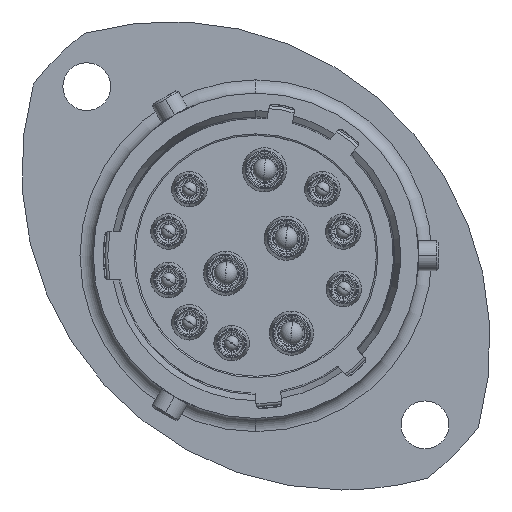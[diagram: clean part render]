
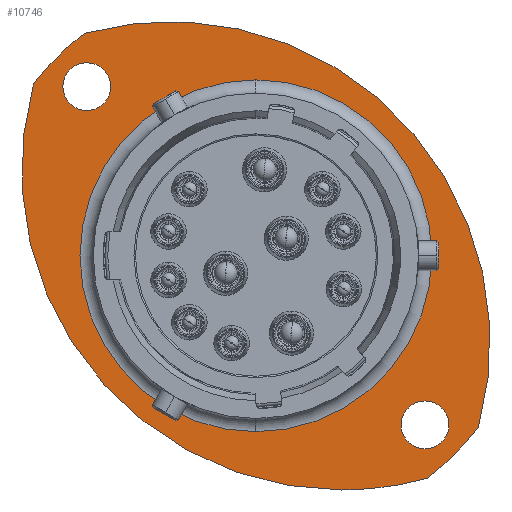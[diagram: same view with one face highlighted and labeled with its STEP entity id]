
A CAD part, left-side view. The second image highlights one B-rep face of the part: STEP entity #10746.
In plain terms, the highlighted planar face has unit normal (-1, 0, 0).
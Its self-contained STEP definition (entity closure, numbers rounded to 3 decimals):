
#179 = CIRCLE ( 'NONE', #188, 11.955 ) ;
#188 = AXIS2_PLACEMENT_3D ( 'NONE', #13620, #13621, #13622 ) ;
#270 = CIRCLE ( 'NONE', #273, 19.1 ) ;
#273 = AXIS2_PLACEMENT_3D ( 'NONE', #13864, #13865, #13866 ) ;
#417 = AXIS2_PLACEMENT_3D ( 'NONE', #14527, #14528, #14529 ) ;
#418 = CIRCLE ( 'NONE', #417, 21.75 ) ;
#430 = CIRCLE ( 'NONE', #433, 21.75 ) ;
#433 = AXIS2_PLACEMENT_3D ( 'NONE', #14571, #14572, #14573 ) ;
#438 = AXIS2_PLACEMENT_3D ( 'NONE', #14590, #14591, #14592 ) ;
#439 = CIRCLE ( 'NONE', #438, 21.75 ) ;
#1653 = CIRCLE ( 'NONE', #1659, 11.955 ) ;
#1659 = AXIS2_PLACEMENT_3D ( 'NONE', #8200, #8201, #8202 ) ;
#1695 = CIRCLE ( 'NONE', #1701, 19.1 ) ;
#1701 = AXIS2_PLACEMENT_3D ( 'NONE', #8288, #8289, #8290 ) ;
#3092 = CARTESIAN_POINT ( 'NONE',  ( 15.98, 11.49, 9.865 ) ) ;
#3111 = CARTESIAN_POINT ( 'NONE',  ( 15.98, -5.834, -15.916 ) ) ;
#3238 = CARTESIAN_POINT ( 'NONE',  ( 15.98, -11.49, -13.115 ) ) ;
#3285 = VERTEX_POINT ( 'NONE', #17053 ) ;
#3808 = CARTESIAN_POINT ( 'NONE',  ( 15.98, 11.49, 11.49 ) ) ;
#3809 = DIRECTION ( 'NONE',  ( -1., 0., 0. ) ) ;
#3810 = DIRECTION ( 'NONE',  ( 0., 0., -1. ) ) ;
#4652 = CIRCLE ( 'NONE', #4656, 1.625 ) ;
#4656 = AXIS2_PLACEMENT_3D ( 'NONE', #3808, #3809, #3810 ) ;
#4954 = AXIS2_PLACEMENT_3D ( 'NONE', #19184, #19185, #19186 ) ;
#4955 = CIRCLE ( 'NONE', #4954, 1.625 ) ;
#5159 = CIRCLE ( 'NONE', #5162, 1.625 ) ;
#5161 = CIRCLE ( 'NONE', #5164, 1.625 ) ;
#5162 = AXIS2_PLACEMENT_3D ( 'NONE', #12965, #12966, #12967 ) ;
#5164 = AXIS2_PLACEMENT_3D ( 'NONE', #12969, #12970, #12971 ) ;
#7581 = CARTESIAN_POINT ( 'NONE',  ( 15.98, -15.118, -11.673 ) ) ;
#7585 = CARTESIAN_POINT ( 'NONE',  ( 15.98, 11.673, 15.118 ) ) ;
#7591 = CARTESIAN_POINT ( 'NONE',  ( 15.98, 15.118, 11.673 ) ) ;
#7680 = CARTESIAN_POINT ( 'NONE',  ( 15.98, 0., 11.955 ) ) ;
#7786 = CARTESIAN_POINT ( 'NONE',  ( 15.98, -11.49, -9.865 ) ) ;
#7820 = CARTESIAN_POINT ( 'NONE',  ( 15.98, -11.673, -15.118 ) ) ;
#7838 = CARTESIAN_POINT ( 'NONE',  ( 15.98, 0., -11.955 ) ) ;
#8200 = CARTESIAN_POINT ( 'NONE',  ( 15.98, 0., 0. ) ) ;
#8201 = DIRECTION ( 'NONE',  ( 1., 0., 0. ) ) ;
#8202 = DIRECTION ( 'NONE',  ( 0., 0., -1. ) ) ;
#8288 = CARTESIAN_POINT ( 'NONE',  ( 15.98, 0., 0. ) ) ;
#8289 = DIRECTION ( 'NONE',  ( -1., 0., 0. ) ) ;
#8290 = DIRECTION ( 'NONE',  ( 0., 0., 1. ) ) ;
#8528 = ORIENTED_EDGE ( 'NONE', *, *, #18519, .F. ) ;
#8556 = ORIENTED_EDGE ( 'NONE', *, *, #18728, .T. ) ;
#8561 = ORIENTED_EDGE ( 'NONE', *, *, #18644, .T. ) ;
#8563 = ORIENTED_EDGE ( 'NONE', *, *, #18674, .T. ) ;
#8564 = ORIENTED_EDGE ( 'NONE', *, *, #18520, .F. ) ;
#8577 = ORIENTED_EDGE ( 'NONE', *, *, #18736, .T. ) ;
#8599 = ORIENTED_EDGE ( 'NONE', *, *, #18448, .F. ) ;
#8608 = ORIENTED_EDGE ( 'NONE', *, *, #18332, .T. ) ;
#8611 = ORIENTED_EDGE ( 'NONE', *, *, #11972, .F. ) ;
#8612 = ORIENTED_EDGE ( 'NONE', *, *, #18734, .T. ) ;
#8636 = ORIENTED_EDGE ( 'NONE', *, *, #18350, .T. ) ;
#9711 = EDGE_LOOP ( 'NONE', ( #8577, #8612, #8563, #8556, #8636 ) ) ;
#9714 = EDGE_LOOP ( 'NONE', ( #8611, #8599 ) ) ;
#9834 = EDGE_LOOP ( 'NONE', ( #8564, #8528 ) ) ;
#9854 = EDGE_LOOP ( 'NONE', ( #8608, #8561 ) ) ;
#10535 = VERTEX_POINT ( 'NONE', #3092 ) ;
#10556 = VERTEX_POINT ( 'NONE', #3111 ) ;
#10679 = VERTEX_POINT ( 'NONE', #3238 ) ;
#10746 = ADVANCED_FACE ( 'NONE', ( #15946, #15930, #15949, #15951 ), #15945, .F. ) ;
#11972 = EDGE_CURVE ( 'NONE', #10535, #3285, #4652, .T. ) ;
#12965 = CARTESIAN_POINT ( 'NONE',  ( 15.98, -11.49, -11.49 ) ) ;
#12966 = DIRECTION ( 'NONE',  ( -1., 0., 0. ) ) ;
#12967 = DIRECTION ( 'NONE',  ( 0., 0., -1. ) ) ;
#12969 = CARTESIAN_POINT ( 'NONE',  ( 15.98, -11.49, -11.49 ) ) ;
#12970 = DIRECTION ( 'NONE',  ( -1., 0., 0. ) ) ;
#12971 = DIRECTION ( 'NONE',  ( 0., 0., -1. ) ) ;
#13620 = CARTESIAN_POINT ( 'NONE',  ( 15.98, 0., 0. ) ) ;
#13621 = DIRECTION ( 'NONE',  ( 1., 0., 0. ) ) ;
#13622 = DIRECTION ( 'NONE',  ( 0., 0., -1. ) ) ;
#13864 = CARTESIAN_POINT ( 'NONE',  ( 15.98, 0., 0. ) ) ;
#13865 = DIRECTION ( 'NONE',  ( -1., 0., 0. ) ) ;
#13866 = DIRECTION ( 'NONE',  ( 0., 0., 1. ) ) ;
#13902 = AXIS2_PLACEMENT_3D ( 'NONE', #15959, #15960, #15961 ) ;
#14527 = CARTESIAN_POINT ( 'NONE',  ( 15.98, 5.834, -5.834 ) ) ;
#14528 = DIRECTION ( 'NONE',  ( -1., 0., 0. ) ) ;
#14529 = DIRECTION ( 'NONE',  ( 0., 0., -1. ) ) ;
#14571 = CARTESIAN_POINT ( 'NONE',  ( 15.98, -5.834, 5.834 ) ) ;
#14572 = DIRECTION ( 'NONE',  ( -1., 0., 0. ) ) ;
#14573 = DIRECTION ( 'NONE',  ( 0., 0., -1. ) ) ;
#14590 = CARTESIAN_POINT ( 'NONE',  ( 15.98, -5.834, 5.834 ) ) ;
#14591 = DIRECTION ( 'NONE',  ( -1., 0., 0. ) ) ;
#14592 = DIRECTION ( 'NONE',  ( 0., 0., -1. ) ) ;
#15930 = FACE_BOUND ( 'NONE', #9714, .T. ) ;
#15945 = PLANE ( 'NONE',  #13902 ) ;
#15946 = FACE_BOUND ( 'NONE', #9854, .T. ) ;
#15949 = FACE_BOUND ( 'NONE', #9834, .T. ) ;
#15951 = FACE_OUTER_BOUND ( 'NONE', #9711, .T. ) ;
#15959 = CARTESIAN_POINT ( 'NONE',  ( 15.98, 11.055, 0. ) ) ;
#15960 = DIRECTION ( 'NONE',  ( 1., 0., 0. ) ) ;
#15961 = DIRECTION ( 'NONE',  ( 0., 0., -1. ) ) ;
#16632 = VERTEX_POINT ( 'NONE', #7585 ) ;
#16880 = VERTEX_POINT ( 'NONE', #7581 ) ;
#16891 = VERTEX_POINT ( 'NONE', #7591 ) ;
#17053 = CARTESIAN_POINT ( 'NONE',  ( 15.98, 11.49, 13.115 ) ) ;
#17246 = VERTEX_POINT ( 'NONE', #7680 ) ;
#17354 = VERTEX_POINT ( 'NONE', #7786 ) ;
#17389 = VERTEX_POINT ( 'NONE', #7820 ) ;
#17410 = VERTEX_POINT ( 'NONE', #7838 ) ;
#18332 = EDGE_CURVE ( 'NONE', #17410, #17246, #1653, .T. ) ;
#18350 = EDGE_CURVE ( 'NONE', #16632, #16891, #1695, .T. ) ;
#18448 = EDGE_CURVE ( 'NONE', #3285, #10535, #4955, .T. ) ;
#18519 = EDGE_CURVE ( 'NONE', #17354, #10679, #5159, .T. ) ;
#18520 = EDGE_CURVE ( 'NONE', #10679, #17354, #5161, .T. ) ;
#18644 = EDGE_CURVE ( 'NONE', #17246, #17410, #179, .T. ) ;
#18674 = EDGE_CURVE ( 'NONE', #17389, #16880, #270, .T. ) ;
#18728 = EDGE_CURVE ( 'NONE', #16880, #16632, #418, .T. ) ;
#18734 = EDGE_CURVE ( 'NONE', #10556, #17389, #430, .T. ) ;
#18736 = EDGE_CURVE ( 'NONE', #16891, #10556, #439, .T. ) ;
#19184 = CARTESIAN_POINT ( 'NONE',  ( 15.98, 11.49, 11.49 ) ) ;
#19185 = DIRECTION ( 'NONE',  ( -1., 0., 0. ) ) ;
#19186 = DIRECTION ( 'NONE',  ( 0., 0., -1. ) ) ;
